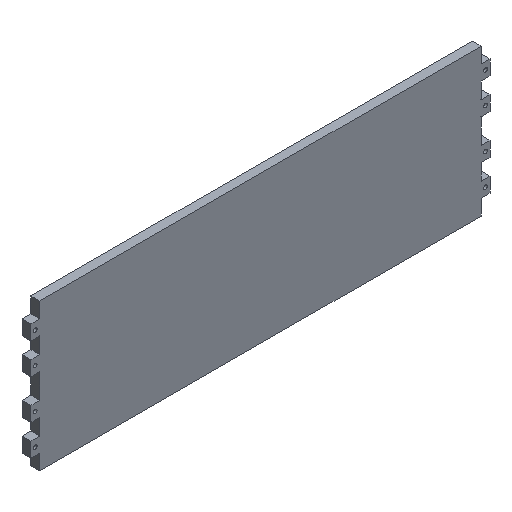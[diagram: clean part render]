
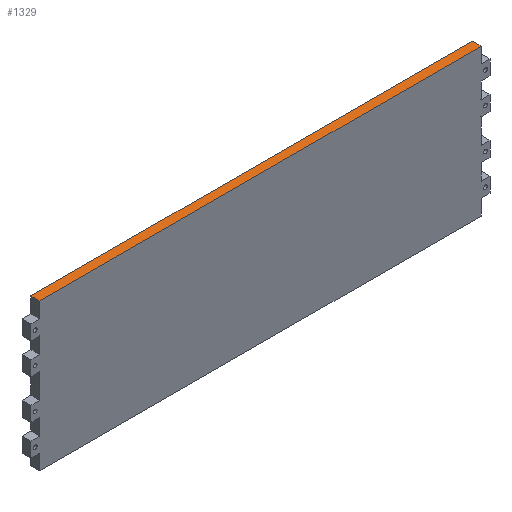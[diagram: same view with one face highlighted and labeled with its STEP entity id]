
A CAD part, isometric view. The second image highlights one B-rep face of the part: STEP entity #1329.
In plain terms, the highlighted planar face has unit normal (0, 0, 1).
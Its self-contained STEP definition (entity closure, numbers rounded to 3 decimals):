
#89=DIRECTION('',(1.,0.,0.));
#90=VECTOR('',#89,300.);
#91=CARTESIAN_POINT('',(-150.,-3.,50.));
#92=LINE('',#91,#90);
#325=DIRECTION('',(1.,0.,0.));
#326=VECTOR('',#325,300.);
#327=CARTESIAN_POINT('',(-150.,3.,50.));
#328=LINE('',#327,#326);
#509=DIRECTION('',(0.,1.,0.));
#510=VECTOR('',#509,6.);
#511=CARTESIAN_POINT('',(150.,-3.,50.));
#512=LINE('',#511,#510);
#513=DIRECTION('',(0.,1.,0.));
#514=VECTOR('',#513,6.);
#515=CARTESIAN_POINT('',(-150.,-3.,50.));
#516=LINE('',#515,#514);
#657=CARTESIAN_POINT('',(-150.,-3.,50.));
#659=VERTEX_POINT('',#657);
#663=CARTESIAN_POINT('',(-150.,3.,50.));
#665=VERTEX_POINT('',#663);
#733=CARTESIAN_POINT('',(150.,-3.,50.));
#734=VERTEX_POINT('',#733);
#737=CARTESIAN_POINT('',(150.,3.,50.));
#738=VERTEX_POINT('',#737);
#1317=CARTESIAN_POINT('',(-156.,-3.,50.));
#1318=DIRECTION('',(0.,0.,1.));
#1319=DIRECTION('',(1.,0.,0.));
#1320=AXIS2_PLACEMENT_3D('',#1317,#1318,#1319);
#1321=PLANE('',#1320);
#1322=ORIENTED_EDGE('',*,*,#1311,.F.);
#1323=ORIENTED_EDGE('',*,*,#914,.F.);
#1325=ORIENTED_EDGE('',*,*,#1324,.T.);
#1326=ORIENTED_EDGE('',*,*,#1147,.T.);
#1327=EDGE_LOOP('',(#1322,#1323,#1325,#1326));
#1328=FACE_OUTER_BOUND('',#1327,.F.);
#1329=ADVANCED_FACE('',(#1328),#1321,.T.);
#914=EDGE_CURVE('',#659,#734,#92,.T.);
#1147=EDGE_CURVE('',#665,#738,#328,.T.);
#1311=EDGE_CURVE('',#734,#738,#512,.T.);
#1324=EDGE_CURVE('',#659,#665,#516,.T.);
